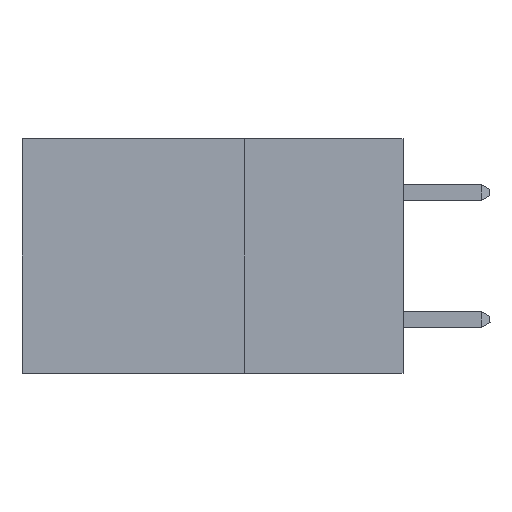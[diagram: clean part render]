
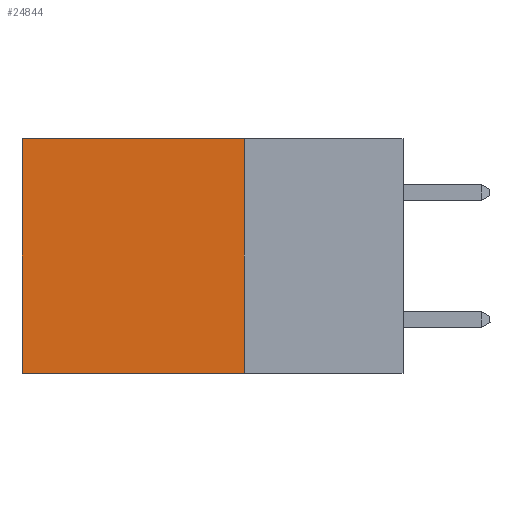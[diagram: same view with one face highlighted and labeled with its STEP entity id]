
A CAD part, left-side view. The second image highlights one B-rep face of the part: STEP entity #24844.
In plain terms, the highlighted planar face has unit normal (-1, 0, 0).
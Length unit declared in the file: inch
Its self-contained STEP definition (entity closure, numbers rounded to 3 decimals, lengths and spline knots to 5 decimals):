
#271 = VECTOR ( 'NONE', #27165, 39.37008 ) ;
#1088 = ORIENTED_EDGE ( 'NONE', *, *, #29256, .T. ) ;
#2672 = CARTESIAN_POINT ( 'NONE',  ( 0.2875, 0.25, 0. ) ) ;
#2790 = PLANE ( 'NONE',  #6956 ) ;
#3469 = ORIENTED_EDGE ( 'NONE', *, *, #32505, .T. ) ;
#4353 = VECTOR ( 'NONE', #18398, 39.37008 ) ;
#4809 = ORIENTED_EDGE ( 'NONE', *, *, #32095, .F. ) ;
#6956 = AXIS2_PLACEMENT_3D ( 'NONE', #31424, #28541, #34480 ) ;
#7703 = LINE ( 'NONE', #17882, #14910 ) ;
#8158 = DIRECTION ( 'NONE',  ( 0., 1., 0. ) ) ;
#9459 = CARTESIAN_POINT ( 'NONE',  ( 0.2875, 0.25, 0. ) ) ;
#9851 = CARTESIAN_POINT ( 'NONE',  ( 0.2875, 0.25, 0. ) ) ;
#14296 = VERTEX_POINT ( 'NONE', #19380 ) ;
#14910 = VECTOR ( 'NONE', #17541, 39.37008 ) ;
#16646 = VERTEX_POINT ( 'NONE', #9851 ) ;
#17469 = FACE_OUTER_BOUND ( 'NONE', #35593, .T. ) ;
#17541 = DIRECTION ( 'NONE',  ( 0., 1., 0. ) ) ;
#17882 = CARTESIAN_POINT ( 'NONE',  ( 0.2875, 0.25, -0.37 ) ) ;
#18398 = DIRECTION ( 'NONE',  ( 0., 0., -1. ) ) ;
#19380 = CARTESIAN_POINT ( 'NONE',  ( 0.2875, 0.6, -0.37 ) ) ;
#19797 = VERTEX_POINT ( 'NONE', #23093 ) ;
#19914 = VECTOR ( 'NONE', #8158, 39.37008 ) ;
#22637 = LINE ( 'NONE', #2672, #19914 ) ;
#23093 = CARTESIAN_POINT ( 'NONE',  ( 0.2875, 0.25, -0.37 ) ) ;
#23955 = CARTESIAN_POINT ( 'NONE',  ( 0.2875, 0.6, 0. ) ) ;
#24080 = VERTEX_POINT ( 'NONE', #27896 ) ;
#24844 = ADVANCED_FACE ( 'NONE', ( #17469 ), #2790, .F. ) ;
#25158 = LINE ( 'NONE', #23955, #4353 ) ;
#27165 = DIRECTION ( 'NONE',  ( 0., 0., -1. ) ) ;
#27896 = CARTESIAN_POINT ( 'NONE',  ( 0.2875, 0.6, 0. ) ) ;
#28541 = DIRECTION ( 'NONE',  ( 1., 0., 0. ) ) ;
#28941 = LINE ( 'NONE', #9459, #271 ) ;
#29256 = EDGE_CURVE ( 'NONE', #24080, #14296, #25158, .T. ) ;
#31424 = CARTESIAN_POINT ( 'NONE',  ( 0.2875, 0.25, 0. ) ) ;
#32095 = EDGE_CURVE ( 'NONE', #16646, #19797, #28941, .T. ) ;
#32505 = EDGE_CURVE ( 'NONE', #16646, #24080, #22637, .T. ) ;
#33236 = EDGE_CURVE ( 'NONE', #19797, #14296, #7703, .T. ) ;
#34480 = DIRECTION ( 'NONE',  ( 0., 0., -1. ) ) ;
#35593 = EDGE_LOOP ( 'NONE', ( #1088, #35628, #4809, #3469 ) ) ;
#35628 = ORIENTED_EDGE ( 'NONE', *, *, #33236, .F. ) ;
